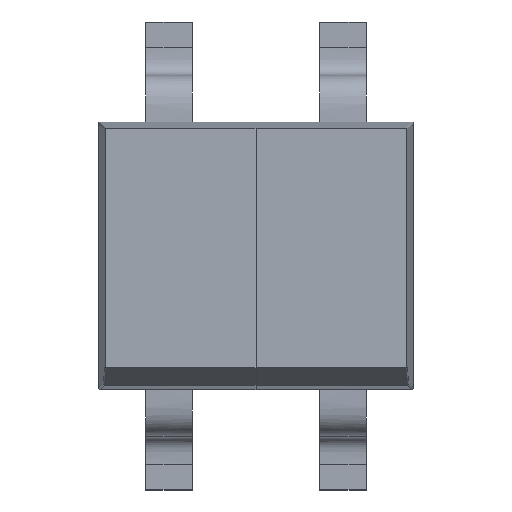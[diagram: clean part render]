
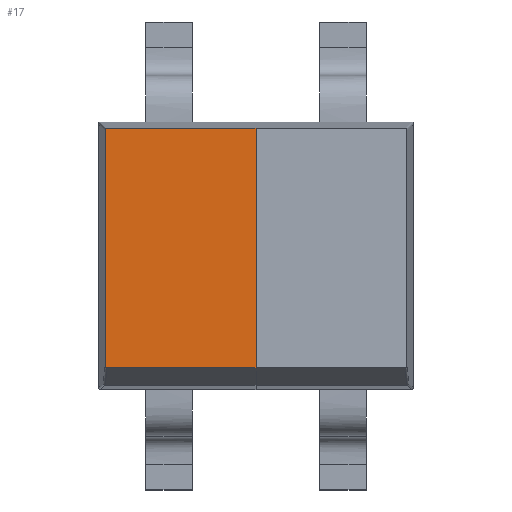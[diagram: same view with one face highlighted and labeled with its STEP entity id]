
A CAD part, top view. The second image highlights one B-rep face of the part: STEP entity #17.
In plain terms, the highlighted planar face has unit normal (0, 0, 1).
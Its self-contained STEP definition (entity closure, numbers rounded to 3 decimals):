
#17 = ADVANCED_FACE('',(#18),#84,.F.);
#18 = FACE_BOUND('',#19,.T.);
#19 = EDGE_LOOP('',(#20,#37,#45,#62,#70,#78));
#20 = ORIENTED_EDGE('',*,*,#21,.T.);
#21 = EDGE_CURVE('',#22,#24,#26,.T.);
#22 = VERTEX_POINT('',#23);
#23 = CARTESIAN_POINT('',(-2.226,1.905,2.5)
  );
#24 = VERTEX_POINT('',#25);
#25 = CARTESIAN_POINT('',(-2.255,1.876,2.5)
  );
#26 = B_SPLINE_CURVE_WITH_KNOTS('',3,(#27,#28,#29,#30,#31,#32,#33,#34,
    #35,#36),.UNSPECIFIED.,.F.,.F.,(4,3,3,4),(0.,
    0.002,0.003,0.005),
  .UNSPECIFIED.);
#27 = CARTESIAN_POINT('',(-2.226,1.905,2.5));
#28 = CARTESIAN_POINT('',(-2.231,1.905,2.5)
  );
#29 = CARTESIAN_POINT('',(-2.236,1.905,2.5)
  );
#30 = CARTESIAN_POINT('',(-2.241,1.903,2.5)
  );
#31 = CARTESIAN_POINT('',(-2.246,1.902,2.5)
  );
#32 = CARTESIAN_POINT('',(-2.252,1.898,2.5)
  );
#33 = CARTESIAN_POINT('',(-2.253,1.891,2.5)
  );
#34 = CARTESIAN_POINT('',(-2.255,1.887,2.5)
  );
#35 = CARTESIAN_POINT('',(-2.255,1.881,2.5)
  );
#36 = CARTESIAN_POINT('',(-2.255,1.876,2.5)
  );
#37 = ORIENTED_EDGE('',*,*,#38,.T.);
#38 = EDGE_CURVE('',#24,#39,#41,.T.);
#39 = VERTEX_POINT('',#40);
#40 = CARTESIAN_POINT('',(-2.255,-1.645,2.5
    ));
#41 = LINE('',#42,#43);
#42 = CARTESIAN_POINT('',(-2.255,1.876,2.5)
  );
#43 = VECTOR('',#44,1.);
#44 = DIRECTION('',(0.,-1.,0.));
#45 = ORIENTED_EDGE('',*,*,#46,.T.);
#46 = EDGE_CURVE('',#39,#47,#49,.T.);
#47 = VERTEX_POINT('',#48);
#48 = CARTESIAN_POINT('',(-2.227,-1.679,2.5
    ));
#49 = B_SPLINE_CURVE_WITH_KNOTS('',3,(#50,#51,#52,#53,#54,#55,#56,#57,
    #58,#59,#60,#61),.UNSPECIFIED.,.F.,.F.,(4,2,2,2,2,4),(
    -0.007,-0.004,-0.004,
    -0.003,-0.002,0.),
  .UNSPECIFIED.);
#50 = CARTESIAN_POINT('',(-2.255,-1.645,2.5
    ));
#51 = CARTESIAN_POINT('',(-2.255,-1.652,2.5
    ));
#52 = CARTESIAN_POINT('',(-2.254,-1.66,2.5
    ));
#53 = CARTESIAN_POINT('',(-2.252,-1.668,2.5)
  );
#54 = CARTESIAN_POINT('',(-2.251,-1.67,2.5
    ));
#55 = CARTESIAN_POINT('',(-2.25,-1.672,2.5
    ));
#56 = CARTESIAN_POINT('',(-2.249,-1.673,2.5
    ));
#57 = CARTESIAN_POINT('',(-2.247,-1.675,2.5
    ));
#58 = CARTESIAN_POINT('',(-2.245,-1.676,2.5
    ));
#59 = CARTESIAN_POINT('',(-2.239,-1.678,2.5
    ));
#60 = CARTESIAN_POINT('',(-2.233,-1.679,2.5
    ));
#61 = CARTESIAN_POINT('',(-2.227,-1.679,2.5
    ));
#62 = ORIENTED_EDGE('',*,*,#63,.T.);
#63 = EDGE_CURVE('',#47,#64,#66,.T.);
#64 = VERTEX_POINT('',#65);
#65 = CARTESIAN_POINT('',(0.,-1.679,
    2.5));
#66 = LINE('',#67,#68);
#67 = CARTESIAN_POINT('',(-2.227,-1.679,2.5
    ));
#68 = VECTOR('',#69,1.);
#69 = DIRECTION('',(1.,0.,0.));
#70 = ORIENTED_EDGE('',*,*,#71,.T.);
#71 = EDGE_CURVE('',#64,#72,#74,.T.);
#72 = VERTEX_POINT('',#73);
#73 = CARTESIAN_POINT('',(0.,1.905,
    2.5));
#74 = LINE('',#75,#76);
#75 = CARTESIAN_POINT('',(0.,-1.679,
    2.5));
#76 = VECTOR('',#77,1.);
#77 = DIRECTION('',(0.,1.,0.));
#78 = ORIENTED_EDGE('',*,*,#79,.T.);
#79 = EDGE_CURVE('',#72,#22,#80,.T.);
#80 = LINE('',#81,#82);
#81 = CARTESIAN_POINT('',(0.,1.905,
    2.5));
#82 = VECTOR('',#83,1.);
#83 = DIRECTION('',(-1.,0.,0.));
#84 = PLANE('',#85);
#85 = AXIS2_PLACEMENT_3D('',#86,#87,#88);
#86 = CARTESIAN_POINT('',(0.,0.113,
    2.5));
#87 = DIRECTION('',(0.,0.,-1.));
#88 = DIRECTION('',(-1.,0.,0.));
